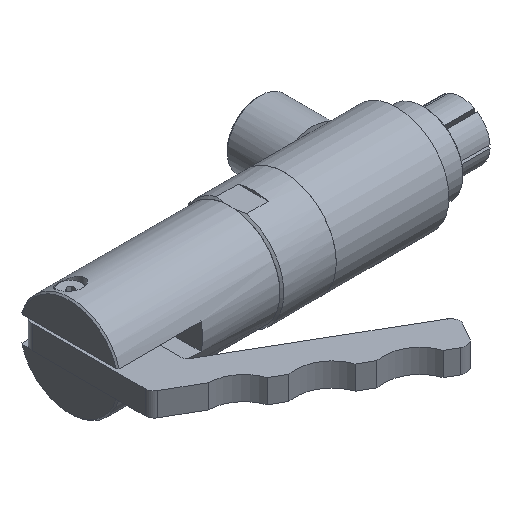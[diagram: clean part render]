
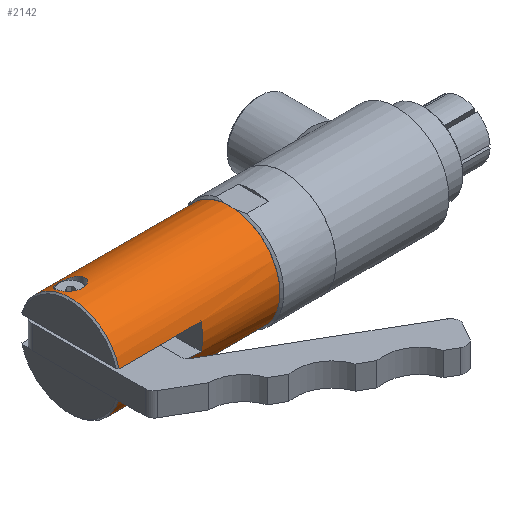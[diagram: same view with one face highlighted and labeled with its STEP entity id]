
A CAD part, isometric view. The second image highlights one B-rep face of the part: STEP entity #2142.
In plain terms, the highlighted cylindrical face has radius 17.437 mm (diameter 34.874 mm), a full revolution.
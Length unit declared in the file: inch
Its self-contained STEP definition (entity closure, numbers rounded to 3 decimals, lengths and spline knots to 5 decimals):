
#18=B_SPLINE_CURVE_WITH_KNOTS($,3,(#3442,#3443,#3444,#3445,#3446,#3447,
#3448,#3449,#3450,#3451,#3452,#3453,#3454,#3455,#3456,#3457,#3458,#3459,
#3460,#3461,#3462,#3463,#3464,#3465,#3466,#3467,#3468,#3469,#3470,#3471,
#3472,#3473,#3474,#3475),.UNSPECIFIED.,.T.,.F.,(4,2,2,2,2,2,2,2,2,2,2,2,
2,2,2,2,4),(0.,0.15678,0.31355,0.47403,0.63451,
0.80506,0.97562,1.13385,1.29207,1.4503,
1.60852,1.77908,1.94963,2.11011,2.27059,
2.42736,2.58414),.UNSPECIFIED.);
#19=B_SPLINE_CURVE_WITH_KNOTS($,3,(#3478,#3479,#3480,#3481,#3482,#3483,
#3484,#3485,#3486,#3487,#3488,#3489,#3490,#3491,#3492,#3493,#3494,#3495,
#3496,#3497,#3498,#3499,#3500,#3501,#3502,#3503,#3504,#3505,#3506,#3507,
#3508,#3509,#3510,#3511),.UNSPECIFIED.,.T.,.F.,(4,2,2,2,2,2,2,2,2,2,2,2,
2,2,2,2,4),(0.,0.09066,0.18133,0.27513,0.36892,
0.46603,0.56314,0.6542,0.74527,
0.83633,0.92739,1.0245,1.12161,1.21541,
1.30921,1.39987,1.49053),.UNSPECIFIED.);
#40=CYLINDRICAL_SURFACE($,#2347,0.6865);
#78=FACE_BOUND($,#480,.T.);
#79=FACE_BOUND($,#481,.T.);
#80=FACE_BOUND($,#482,.T.);
#81=FACE_BOUND($,#483,.T.);
#181=CIRCLE($,#2346,0.6865);
#182=CIRCLE($,#2348,0.6865);
#183=CIRCLE($,#2349,0.6865);
#184=CIRCLE($,#2350,0.6865);
#185=CIRCLE($,#2351,0.6865);
#480=EDGE_LOOP($,(#1743));
#481=EDGE_LOOP($,(#1744));
#482=EDGE_LOOP($,(#1745));
#483=EDGE_LOOP($,(#1746,#1747,#1748,#1749,#1750,#1751,#1752,#1753));
#671=LINE($,#3638,#835);
#672=LINE($,#3640,#836);
#673=LINE($,#3644,#837);
#674=LINE($,#3648,#838);
#835=VECTOR($,#2851,0.47);
#836=VECTOR($,#2852,0.47);
#837=VECTOR($,#2855,1.12);
#838=VECTOR($,#2858,1.12);
#993=VERTEX_POINT($,#3441);
#994=VERTEX_POINT($,#3477);
#1019=VERTEX_POINT($,#3626);
#1020=VERTEX_POINT($,#3627);
#1023=VERTEX_POINT($,#3635);
#1024=VERTEX_POINT($,#3637);
#1025=VERTEX_POINT($,#3639);
#1026=VERTEX_POINT($,#3641);
#1027=VERTEX_POINT($,#3643);
#1028=VERTEX_POINT($,#3645);
#1029=VERTEX_POINT($,#3647);
#1252=EDGE_CURVE($,#993,#993,#18,.T.);
#1253=EDGE_CURVE($,#994,#994,#19,.T.);
#1285=EDGE_CURVE($,#1019,#1020,#181,.T.);
#1289=EDGE_CURVE($,#1023,#1023,#182,.T.);
#1290=EDGE_CURVE($,#1024,#1019,#671,.T.);
#1291=EDGE_CURVE($,#1020,#1025,#672,.T.);
#1292=EDGE_CURVE($,#1025,#1026,#183,.T.);
#1293=EDGE_CURVE($,#1026,#1027,#673,.T.);
#1294=EDGE_CURVE($,#1027,#1028,#184,.T.);
#1295=EDGE_CURVE($,#1028,#1029,#674,.T.);
#1296=EDGE_CURVE($,#1029,#1024,#185,.T.);
#1743=ORIENTED_EDGE($,*,*,#1252,.T.);
#1744=ORIENTED_EDGE($,*,*,#1253,.T.);
#1745=ORIENTED_EDGE($,*,*,#1289,.F.);
#1746=ORIENTED_EDGE($,*,*,#1290,.T.);
#1747=ORIENTED_EDGE($,*,*,#1285,.T.);
#1748=ORIENTED_EDGE($,*,*,#1291,.T.);
#1749=ORIENTED_EDGE($,*,*,#1292,.T.);
#1750=ORIENTED_EDGE($,*,*,#1293,.T.);
#1751=ORIENTED_EDGE($,*,*,#1294,.T.);
#1752=ORIENTED_EDGE($,*,*,#1295,.T.);
#1753=ORIENTED_EDGE($,*,*,#1296,.T.);
#2142=ADVANCED_FACE($,(#78,#79,#80,#81),#40,.T.);
#2346=AXIS2_PLACEMENT_3D($,#3628,#2842,#2843);
#2347=AXIS2_PLACEMENT_3D($,#3634,#2847,#2848);
#2348=AXIS2_PLACEMENT_3D($,#3636,#2849,#2850);
#2349=AXIS2_PLACEMENT_3D($,#3642,#2853,#2854);
#2350=AXIS2_PLACEMENT_3D($,#3646,#2856,#2857);
#2351=AXIS2_PLACEMENT_3D($,#3649,#2859,#2860);
#2842=DIRECTION('center_axis',(1.,0.,0.));
#2843=DIRECTION('ref_axis',(0.,1.,0.));
#2847=DIRECTION('center_axis',(1.,0.,0.));
#2848=DIRECTION('ref_axis',(0.,1.,0.));
#2849=DIRECTION('center_axis',(1.,0.,0.));
#2850=DIRECTION('ref_axis',(0.,1.,0.));
#2851=DIRECTION($,(1.,0.,0.));
#2852=DIRECTION($,(-1.,0.,0.));
#2853=DIRECTION('center_axis',(1.,0.,0.));
#2854=DIRECTION('ref_axis',(0.,1.,0.));
#2855=DIRECTION($,(1.,0.,0.));
#2856=DIRECTION('center_axis',(1.,0.,0.));
#2857=DIRECTION('ref_axis',(0.,1.,0.));
#2858=DIRECTION($,(-1.,0.,0.));
#2859=DIRECTION('center_axis',(1.,0.,0.));
#2860=DIRECTION('ref_axis',(0.,1.,0.));
#3441=CARTESIAN_POINT('',(0.22,0.036,0.68556));
#3442=CARTESIAN_POINT('Ctrl Pts',(0.22,0.036,0.68556));
#3443=CARTESIAN_POINT('Ctrl Pts',(0.19943,0.036,
0.68556));
#3444=CARTESIAN_POINT('Ctrl Pts',(0.17748,0.04011,0.68538));
#3445=CARTESIAN_POINT('Ctrl Pts',(0.13713,0.0568,
0.6842));
#3446=CARTESIAN_POINT('Ctrl Pts',(0.11873,0.06939,
0.68314));
#3447=CARTESIAN_POINT('Ctrl Pts',(0.08935,0.09867,0.67954));
#3448=CARTESIAN_POINT('Ctrl Pts',(0.07663,0.11741,0.6767));
#3449=CARTESIAN_POINT('Ctrl Pts',(0.05996,0.15801,
0.66839));
#3450=CARTESIAN_POINT('Ctrl Pts',(0.056,0.17985,
0.66286));
#3451=CARTESIAN_POINT('Ctrl Pts',(0.056,0.22141,
0.6502));
#3452=CARTESIAN_POINT('Ctrl Pts',(0.06042,0.24386,
0.64211));
#3453=CARTESIAN_POINT('Ctrl Pts',(0.07786,0.28477,0.62504));
#3454=CARTESIAN_POINT('Ctrl Pts',(0.09086,0.30326,
0.61611));
#3455=CARTESIAN_POINT('Ctrl Pts',(0.12002,0.33145,0.60138));
#3456=CARTESIAN_POINT('Ctrl Pts',(0.13783,0.34353,0.59444));
#3457=CARTESIAN_POINT('Ctrl Pts',(0.17742,0.35982,0.58473));
#3458=CARTESIAN_POINT('Ctrl Pts',(0.19924,0.364,0.58205));
#3459=CARTESIAN_POINT('Ctrl Pts',(0.24076,0.364,0.58205));
#3460=CARTESIAN_POINT('Ctrl Pts',(0.26258,0.35982,0.58473));
#3461=CARTESIAN_POINT('Ctrl Pts',(0.30217,0.34353,0.59444));
#3462=CARTESIAN_POINT('Ctrl Pts',(0.31998,0.33145,0.60138));
#3463=CARTESIAN_POINT('Ctrl Pts',(0.34914,0.30326,0.61611));
#3464=CARTESIAN_POINT('Ctrl Pts',(0.36214,0.28477,0.62504));
#3465=CARTESIAN_POINT('Ctrl Pts',(0.37958,0.24386,0.64211));
#3466=CARTESIAN_POINT('Ctrl Pts',(0.384,0.22141,0.6502));
#3467=CARTESIAN_POINT('Ctrl Pts',(0.384,0.17985,0.66286));
#3468=CARTESIAN_POINT('Ctrl Pts',(0.38004,0.15801,0.66839));
#3469=CARTESIAN_POINT('Ctrl Pts',(0.36337,0.11741,0.6767));
#3470=CARTESIAN_POINT('Ctrl Pts',(0.35065,0.09867,
0.67954));
#3471=CARTESIAN_POINT('Ctrl Pts',(0.32127,0.06939,
0.68314));
#3472=CARTESIAN_POINT('Ctrl Pts',(0.30287,0.0568,
0.6842));
#3473=CARTESIAN_POINT('Ctrl Pts',(0.26252,0.04011,0.68538));
#3474=CARTESIAN_POINT('Ctrl Pts',(0.24057,0.036,
0.68556));
#3475=CARTESIAN_POINT('Ctrl Pts',(0.22,0.036,0.68556));
#3477=CARTESIAN_POINT('',(0.22,0.105,-0.67842));
#3478=CARTESIAN_POINT('Ctrl Pts',(0.22,0.105,-0.67842));
#3479=CARTESIAN_POINT('Ctrl Pts',(0.2319,0.105,-0.67842));
#3480=CARTESIAN_POINT('Ctrl Pts',(0.24458,0.10737,-0.67807));
#3481=CARTESIAN_POINT('Ctrl Pts',(0.26788,0.11699,-0.67648));
#3482=CARTESIAN_POINT('Ctrl Pts',(0.2785,0.12423,-0.67522));
#3483=CARTESIAN_POINT('Ctrl Pts',(0.29553,0.14111,-0.6719));
#3484=CARTESIAN_POINT('Ctrl Pts',(0.30294,0.15196,-0.66958));
#3485=CARTESIAN_POINT('Ctrl Pts',(0.31267,0.17552,-0.66379));
#3486=CARTESIAN_POINT('Ctrl Pts',(0.315,0.18822,-0.66031));
#3487=CARTESIAN_POINT('Ctrl Pts',(0.315,0.21219,-0.65301));
#3488=CARTESIAN_POINT('Ctrl Pts',(0.31252,0.22509,-0.64867));
#3489=CARTESIAN_POINT('Ctrl Pts',(0.30254,0.24876,-0.63997));
#3490=CARTESIAN_POINT('Ctrl Pts',(0.29504,0.25953,-0.63562));
#3491=CARTESIAN_POINT('Ctrl Pts',(0.27807,0.27605,-0.62861));
#3492=CARTESIAN_POINT('Ctrl Pts',(0.26765,0.28313,-0.62542));
#3493=CARTESIAN_POINT('Ctrl Pts',(0.24459,0.2926,-0.62104));
#3494=CARTESIAN_POINT('Ctrl Pts',(0.23195,0.295,-0.61988));
#3495=CARTESIAN_POINT('Ctrl Pts',(0.20805,0.295,-0.61988));
#3496=CARTESIAN_POINT('Ctrl Pts',(0.19541,0.2926,-0.62104));
#3497=CARTESIAN_POINT('Ctrl Pts',(0.17235,0.28313,-0.62542));
#3498=CARTESIAN_POINT('Ctrl Pts',(0.16193,0.27605,-0.62861));
#3499=CARTESIAN_POINT('Ctrl Pts',(0.14496,0.25953,-0.63562));
#3500=CARTESIAN_POINT('Ctrl Pts',(0.13746,0.24876,-0.63997));
#3501=CARTESIAN_POINT('Ctrl Pts',(0.12748,0.22509,-0.64867));
#3502=CARTESIAN_POINT('Ctrl Pts',(0.125,0.21219,-0.65301));
#3503=CARTESIAN_POINT('Ctrl Pts',(0.125,0.18822,-0.66031));
#3504=CARTESIAN_POINT('Ctrl Pts',(0.12733,0.17552,-0.66379));
#3505=CARTESIAN_POINT('Ctrl Pts',(0.13706,0.15196,-0.66958));
#3506=CARTESIAN_POINT('Ctrl Pts',(0.14447,0.14111,-0.6719));
#3507=CARTESIAN_POINT('Ctrl Pts',(0.1615,0.12423,-0.67522));
#3508=CARTESIAN_POINT('Ctrl Pts',(0.17212,0.11699,-0.67648));
#3509=CARTESIAN_POINT('Ctrl Pts',(0.19542,0.10737,-0.67807));
#3510=CARTESIAN_POINT('Ctrl Pts',(0.2081,0.105,-0.67842));
#3511=CARTESIAN_POINT('Ctrl Pts',(0.22,0.105,-0.67842));
#3626=CARTESIAN_POINT('',(0.49,0.66316,-0.1775));
#3627=CARTESIAN_POINT('',(0.49,0.66316,0.1775));
#3628=CARTESIAN_POINT('Origin',(0.49,0.,0.));
#3634=CARTESIAN_POINT('Origin',(1.1075,0.,0.));
#3635=CARTESIAN_POINT('',(2.195,0.6865,0.));
#3636=CARTESIAN_POINT('Origin',(2.195,0.,0.));
#3637=CARTESIAN_POINT('',(0.02,0.66316,-0.1775));
#3638=CARTESIAN_POINT($,(1.1075,0.66316,-0.1775));
#3639=CARTESIAN_POINT('',(0.02,0.66316,0.1775));
#3640=CARTESIAN_POINT($,(1.1075,0.66316,0.1775));
#3641=CARTESIAN_POINT('',(0.02,-0.66316,0.1775));
#3642=CARTESIAN_POINT('Origin',(0.02,0.,0.));
#3643=CARTESIAN_POINT('',(1.14,-0.66316,0.1775));
#3644=CARTESIAN_POINT($,(1.1075,-0.66316,0.1775));
#3645=CARTESIAN_POINT('',(1.14,-0.66316,-0.1775));
#3646=CARTESIAN_POINT('Origin',(1.14,0.,0.));
#3647=CARTESIAN_POINT('',(0.02,-0.66316,-0.1775));
#3648=CARTESIAN_POINT($,(1.1075,-0.66316,-0.1775));
#3649=CARTESIAN_POINT('Origin',(0.02,0.,0.));
